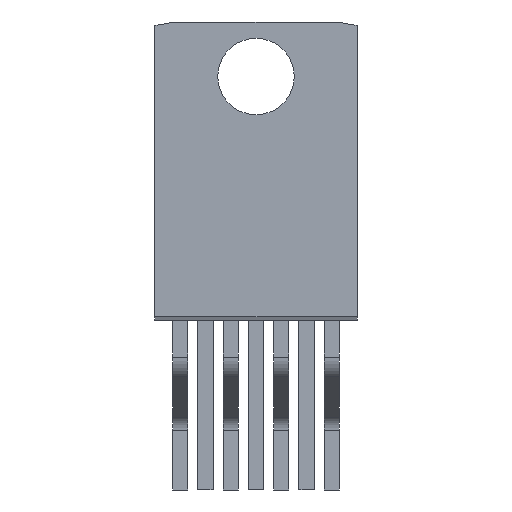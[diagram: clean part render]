
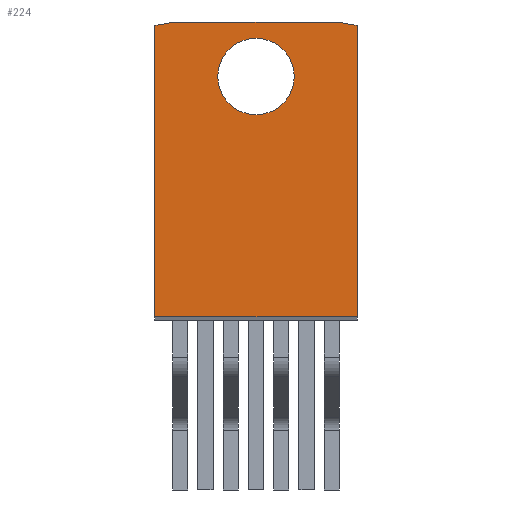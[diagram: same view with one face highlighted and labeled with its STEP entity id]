
A CAD part, front view. The second image highlights one B-rep face of the part: STEP entity #224.
In plain terms, the highlighted planar face has unit normal (0, -1, 0).
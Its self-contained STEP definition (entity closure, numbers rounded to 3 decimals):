
#59 = ORIENTED_EDGE ( 'NONE', *, *, #3205, .F. ) ;
#128 = EDGE_LOOP ( 'NONE', ( #1306, #4827, #59, #944, #1962, #751 ) ) ;
#145 = CARTESIAN_POINT ( 'NONE',  ( -2.533, 0., 5.677 ) ) ;
#224 = ADVANCED_FACE ( 'NONE', ( #2987, #3794 ), #1826, .T. ) ;
#245 = VERTEX_POINT ( 'NONE', #4281 ) ;
#257 = VECTOR ( 'NONE', #1463, 1000. ) ;
#440 = CARTESIAN_POINT ( 'NONE',  ( 5.08, 0., 3.56 ) ) ;
#491 = DIRECTION ( 'NONE',  ( -0.985, 0., 0.174 ) ) ;
#661 = VECTOR ( 'NONE', #1653, 1000. ) ;
#707 = VERTEX_POINT ( 'NONE', #1658 ) ;
#751 = ORIENTED_EDGE ( 'NONE', *, *, #2955, .T. ) ;
#757 = CARTESIAN_POINT ( 'NONE',  ( 9.16, 0., 6.3 ) ) ;
#828 = VERTEX_POINT ( 'NONE', #2971 ) ;
#832 = LINE ( 'NONE', #3130, #1893 ) ;
#944 = ORIENTED_EDGE ( 'NONE', *, *, #4732, .T. ) ;
#1073 = CIRCLE ( 'NONE', #4348, 1.92 ) ;
#1138 = LINE ( 'NONE', #3488, #2721 ) ;
#1204 = DIRECTION ( 'NONE',  ( 0., 0., -1. ) ) ;
#1252 = CARTESIAN_POINT ( 'NONE',  ( 0., 0., -8.506 ) ) ;
#1284 = DIRECTION ( 'NONE',  ( 0., 0., -1. ) ) ;
#1288 = CARTESIAN_POINT ( 'NONE',  ( 0., 0., -8.69 ) ) ;
#1306 = ORIENTED_EDGE ( 'NONE', *, *, #4212, .F. ) ;
#1342 = DIRECTION ( 'NONE',  ( -0.985, 0., -0.174 ) ) ;
#1378 = VERTEX_POINT ( 'NONE', #4309 ) ;
#1463 = DIRECTION ( 'NONE',  ( 1., 0., 0. ) ) ;
#1488 = AXIS2_PLACEMENT_3D ( 'NONE', #3940, #4318, #2001 ) ;
#1653 = DIRECTION ( 'NONE',  ( 0., 0., 1. ) ) ;
#1658 = CARTESIAN_POINT ( 'NONE',  ( 10.16, 0., -8.506 ) ) ;
#1714 = CARTESIAN_POINT ( 'NONE',  ( 5.08, 0., 5.48 ) ) ;
#1826 = PLANE ( 'NONE',  #1936 ) ;
#1893 = VECTOR ( 'NONE', #3150, 1000. ) ;
#1936 = AXIS2_PLACEMENT_3D ( 'NONE', #1288, #4229, #1204 ) ;
#1962 = ORIENTED_EDGE ( 'NONE', *, *, #4639, .T. ) ;
#2001 = DIRECTION ( 'NONE',  ( 0., 0., -1. ) ) ;
#2016 = CARTESIAN_POINT ( 'NONE',  ( 2.84, 0., 7.414 ) ) ;
#2069 = DIRECTION ( 'NONE',  ( 0., -1., 0. ) ) ;
#2396 = VECTOR ( 'NONE', #491, 1000. ) ;
#2405 = CARTESIAN_POINT ( 'NONE',  ( 0., 0., 0. ) ) ;
#2721 = VECTOR ( 'NONE', #4143, 1000. ) ;
#2955 = EDGE_CURVE ( 'NONE', #245, #1378, #3963, .T. ) ;
#2971 = CARTESIAN_POINT ( 'NONE',  ( 10.16, 0., 6.124 ) ) ;
#2987 = FACE_OUTER_BOUND ( 'NONE', #128, .T. ) ;
#3130 = CARTESIAN_POINT ( 'NONE',  ( 10.16, 0., 0. ) ) ;
#3150 = DIRECTION ( 'NONE',  ( 0., 0., -1. ) ) ;
#3154 = VERTEX_POINT ( 'NONE', #1252 ) ;
#3205 = EDGE_CURVE ( 'NONE', #828, #707, #832, .T. ) ;
#3312 = VERTEX_POINT ( 'NONE', #757 ) ;
#3460 = EDGE_CURVE ( 'NONE', #3945, #4135, #1073, .T. ) ;
#3488 = CARTESIAN_POINT ( 'NONE',  ( 0., 0., 6.3 ) ) ;
#3496 = EDGE_CURVE ( 'NONE', #4135, #3945, #4925, .T. ) ;
#3584 = LINE ( 'NONE', #2016, #2396 ) ;
#3628 = LINE ( 'NONE', #4383, #257 ) ;
#3794 = FACE_BOUND ( 'NONE', #4979, .T. ) ;
#3940 = CARTESIAN_POINT ( 'NONE',  ( 5.08, 0., 3.56 ) ) ;
#3945 = VERTEX_POINT ( 'NONE', #1714 ) ;
#3963 = LINE ( 'NONE', #145, #4110 ) ;
#4028 = EDGE_CURVE ( 'NONE', #3154, #707, #3628, .T. ) ;
#4110 = VECTOR ( 'NONE', #1342, 1000. ) ;
#4135 = VERTEX_POINT ( 'NONE', #4156 ) ;
#4143 = DIRECTION ( 'NONE',  ( -1., 0., 0. ) ) ;
#4156 = CARTESIAN_POINT ( 'NONE',  ( 5.08, 0., 1.64 ) ) ;
#4211 = ORIENTED_EDGE ( 'NONE', *, *, #3496, .F. ) ;
#4212 = EDGE_CURVE ( 'NONE', #3154, #1378, #4764, .T. ) ;
#4229 = DIRECTION ( 'NONE',  ( 0., -1., 0. ) ) ;
#4281 = CARTESIAN_POINT ( 'NONE',  ( 1., 0., 6.3 ) ) ;
#4309 = CARTESIAN_POINT ( 'NONE',  ( 0., 0., 6.124 ) ) ;
#4318 = DIRECTION ( 'NONE',  ( 0., -1., 0. ) ) ;
#4348 = AXIS2_PLACEMENT_3D ( 'NONE', #440, #2069, #1284 ) ;
#4383 = CARTESIAN_POINT ( 'NONE',  ( 10.16, 0., -8.506 ) ) ;
#4639 = EDGE_CURVE ( 'NONE', #3312, #245, #1138, .T. ) ;
#4732 = EDGE_CURVE ( 'NONE', #828, #3312, #3584, .T. ) ;
#4764 = LINE ( 'NONE', #2405, #661 ) ;
#4827 = ORIENTED_EDGE ( 'NONE', *, *, #4028, .T. ) ;
#4925 = CIRCLE ( 'NONE', #1488, 1.92 ) ;
#4979 = EDGE_LOOP ( 'NONE', ( #4211, #4988 ) ) ;
#4988 = ORIENTED_EDGE ( 'NONE', *, *, #3460, .F. ) ;
